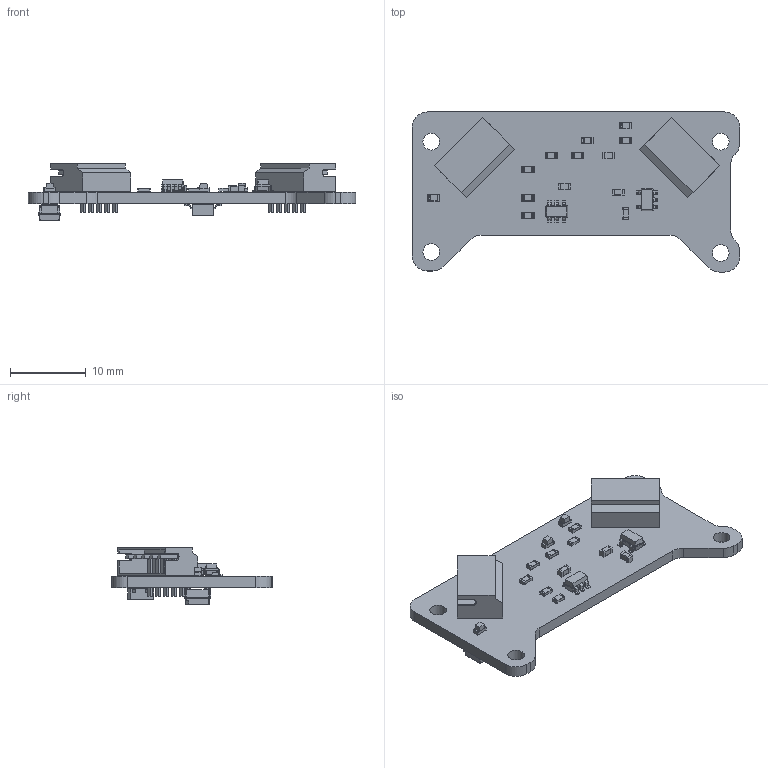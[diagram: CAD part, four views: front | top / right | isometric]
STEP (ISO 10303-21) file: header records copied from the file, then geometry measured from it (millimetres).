
FILE_DESCRIPTION(('KiCad electronic assembly'),'2;1');
FILE_NAME('FlywheelCagePCB.step','2025-05-20T21:22:08',('Pcbnew'),( 'Kicad'),'Open CASCADE STEP processor 7.5','KiCad to STEP converter' ,'Unknown');
FILE_SCHEMA(('AUTOMOTIVE_DESIGN { 1 0 10303 214 1 1 1 1 }'));
Length unit declared in the file: millimetre
Products named in the file (16): FlywheelCagePCB 1; R_0603_1608Metric; C_0603_1608Metric; LED_0603_1608Metric; JST_ZH_S5B_Horizontal; Pin 1; Pin 2; Pin 3; Pin 4; Pin 5; Shell; SOT-23-5; SOT-23-6; OnSemi_CASE100CY; SFH_320-4-Z; FlywheelCagePCB_PCB
Assembly tree (26 placements, depth 3):
  FlywheelCagePCB 1
    R_0603_1608Metric  x7
    C_0603_1608Metric  x3
    LED_0603_1608Metric  x3
    JST_ZH_S5B_Horizontal  x2
      Pin 1
      Pin 2
      Pin 3
      Pin 4
      Pin 5
      Shell
    SOT-23-5
    SOT-23-6
    OnSemi_CASE100CY
    SFH_320-4-Z
    FlywheelCagePCB_PCB
Bounding box: 43.3 x 21.17 x 7.48 mm (x, y, z)
Volume: 1269.3 mm3; surface area: 2828.3 mm2
Topology: 33 solids, 33 shells, 1003 faces, 2602 edges, 1681 vertices
Faces by surface type: plane 708, cylinder 234, bspline 59, cone 2
Full cylindrical faces by diameter (mm): 0.73 x10, 2.2 x4
Entity records: 18328 total; most frequent: CARTESIAN_POINT 3546, ORIENTED_EDGE 3088, DIRECTION 2824, EDGE_CURVE 1544, LINE 1218, VECTOR 1218, VERTEX_POINT 989, AXIS2_PLACEMENT_3D 803
